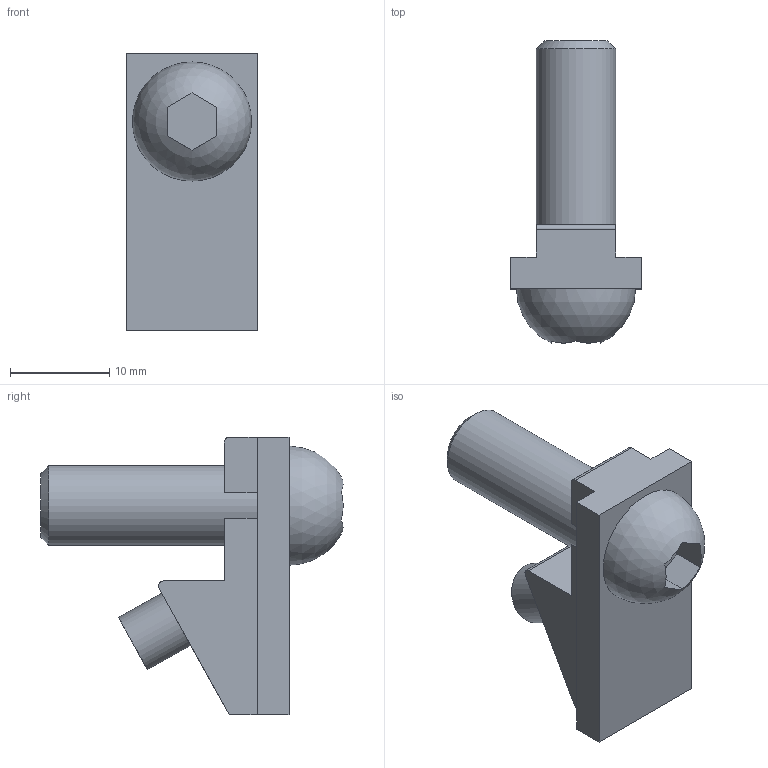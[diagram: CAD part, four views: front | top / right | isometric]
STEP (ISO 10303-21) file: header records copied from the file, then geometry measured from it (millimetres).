
FILE_DESCRIPTION(/* description */ (''),/* implementation_level */ '2;1');
FILE_NAME(/* name */ '41-002-0.stp',/* time_stamp */ '2023-08-21T09:17:24-04:00',/* author */ ('esanner'),/* organization */ (''),/* preprocessor_version */ 'ST-DEVELOPER v19',/* originating_system */ 'AutoCAD Mechanical',/* authorisation */ '');
FILE_SCHEMA (('AUTOMOTIVE_DESIGN { 1 0 10303 214 3 1 1 }'));
Length unit declared in the file: millimetre
Products named in the file (2): Product; 41-002-0
Assembly tree (1 placements, depth 2):
  Product
    41-002-0
Bounding box: 13.2 x 30.45 x 28 mm (x, y, z)
Volume: 3606.6 mm3; surface area: 2590.6 mm2
Topology: 2 solids, 2 shells, 40 faces, 101 edges, 67 vertices
Faces by surface type: plane 32, cylinder 6, sphere 1, cone 1
Full cylindrical faces by diameter (mm): 6 x1, 8 x1, 8.4 x1
Entity records: 1249 total; most frequent: DIRECTION 213, CARTESIAN_POINT 211, ORIENTED_EDGE 202, EDGE_CURVE 101, LINE 75, VECTOR 75, AXIS2_PLACEMENT_3D 69, VERTEX_POINT 67
